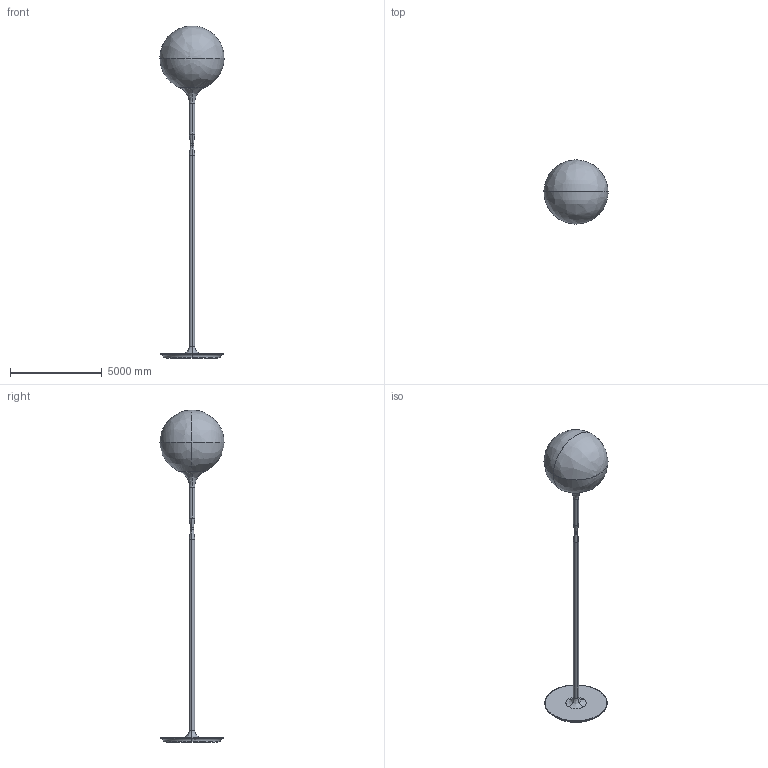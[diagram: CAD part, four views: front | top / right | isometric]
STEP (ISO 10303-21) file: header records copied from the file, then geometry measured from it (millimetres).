
FILE_DESCRIPTION(/* description */ (''),/* implementation_level */ '2;1');
FILE_NAME(/* name */ 'Castore_Terra_35_3D',/* time_stamp */ '2012-02-03T11:04:37+01:00',/* author */ (''),/* organization */ (''),/* preprocessor_version */ 'ST-DEVELOPER v10',/* originating_system */ '',/* authorisation */ '');
FILE_SCHEMA (('CONFIG_CONTROL_DESIGN'));
Length unit declared in the file: centimetre
Products named in the file (1): 1
Bounding box: 3500 x 3500 x 18114.57 mm (x, y, z)
Volume: 5191268871.7 mm3; surface area: 111331176.1 mm2
Topology: 4 solids, 4 shells, 95 faces, 218 edges, 126 vertices
Faces by surface type: bspline 84, plane 11
Entity records: 3711 total; most frequent: CARTESIAN_POINT 2494, ORIENTED_EDGE 412, EDGE_CURVE 206, VERTEX_POINT 126, EDGE_LOOP 102, ADVANCED_FACE 95, FACE_OUTER_BOUND 95, B_SPLINE_CURVE_WITH_KNOTS 43
